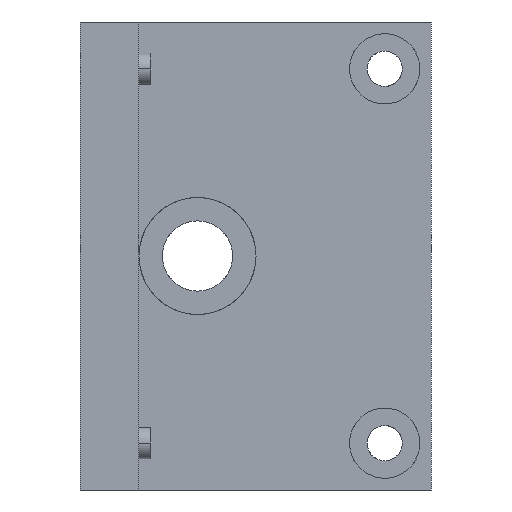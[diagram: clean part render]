
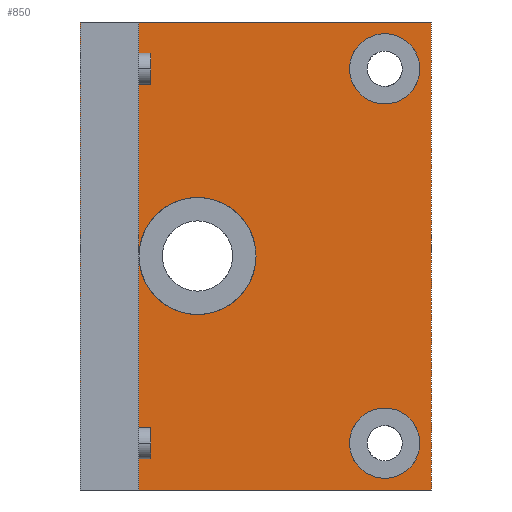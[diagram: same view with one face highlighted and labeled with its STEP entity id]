
A CAD part, front view. The second image highlights one B-rep face of the part: STEP entity #850.
In plain terms, the highlighted free-form (B-spline) face has degree [1, 1] with [2, 2] control points.
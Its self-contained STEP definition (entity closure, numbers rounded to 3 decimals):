
#713=(
BOUNDED_SURFACE()
B_SPLINE_SURFACE(1,1,((#714,#715),(#716,#717)),.UNSPECIFIED.,.F.,.F.,.F.)
B_SPLINE_SURFACE_WITH_KNOTS((2,2),(2,2),(0.000,1.000),(0.000,1.000),.UNSPECIFIED.)
GEOMETRIC_REPRESENTATION_ITEM()
RATIONAL_B_SPLINE_SURFACE(((1.,1.),(1.,1.)))
REPRESENTATION_ITEM('')
SURFACE()
);
#714=CARTESIAN_POINT('',(22.107,23.102,-20.));
#715=CARTESIAN_POINT('',(22.107,23.102,20.));
#716=CARTESIAN_POINT('',(-7.893,23.102,-20.));
#717=CARTESIAN_POINT('',(-7.893,23.102,20.));
#718=CARTESIAN_POINT('',(22.107,23.102,-20.));
#719=VERTEX_POINT('',#718);
#720=(
BOUNDED_CURVE()
B_SPLINE_CURVE(1,(#721,#722),.UNSPECIFIED.,.F.,.F.)
B_SPLINE_CURVE_WITH_KNOTS((2,2),(0.000,1.000),.UNSPECIFIED.)
CURVE()
GEOMETRIC_REPRESENTATION_ITEM()
RATIONAL_B_SPLINE_CURVE((1.,1.))
REPRESENTATION_ITEM('')
);
#721=CARTESIAN_POINT('',(22.107,23.102,-20.));
#722=CARTESIAN_POINT('',(22.107,23.102,20.));
#723=CARTESIAN_POINT('',(22.107,23.102,20.));
#724=VERTEX_POINT('',#723);
#725=EDGE_CURVE('',#719,#724,#720,.T.);
#726=ORIENTED_EDGE('',*,*,#725,.T.);
#727=(
BOUNDED_CURVE()
B_SPLINE_CURVE(1,(#728,#729),.UNSPECIFIED.,.F.,.F.)
B_SPLINE_CURVE_WITH_KNOTS((2,2),(0.000,1.000),.UNSPECIFIED.)
CURVE()
GEOMETRIC_REPRESENTATION_ITEM()
RATIONAL_B_SPLINE_CURVE((1.,1.))
REPRESENTATION_ITEM('')
);
#728=CARTESIAN_POINT('',(22.107,23.102,20.));
#729=CARTESIAN_POINT('',(-7.893,23.102,20.));
#730=CARTESIAN_POINT('',(-7.893,23.102,20.));
#731=VERTEX_POINT('',#730);
#732=EDGE_CURVE('',#724,#731,#727,.T.);
#733=ORIENTED_EDGE('',*,*,#732,.T.);
#734=(
BOUNDED_CURVE()
B_SPLINE_CURVE(1,(#735,#736),.UNSPECIFIED.,.F.,.F.)
B_SPLINE_CURVE_WITH_KNOTS((2,2),(0.000,1.000),.UNSPECIFIED.)
CURVE()
GEOMETRIC_REPRESENTATION_ITEM()
RATIONAL_B_SPLINE_CURVE((1.,1.))
REPRESENTATION_ITEM('')
);
#735=CARTESIAN_POINT('',(-7.893,23.102,20.));
#736=CARTESIAN_POINT('',(-7.893,23.102,-20.));
#737=CARTESIAN_POINT('',(-7.893,23.102,-20.));
#738=VERTEX_POINT('',#737);
#739=EDGE_CURVE('',#731,#738,#734,.T.);
#740=ORIENTED_EDGE('',*,*,#739,.T.);
#741=(
BOUNDED_CURVE()
B_SPLINE_CURVE(1,(#742,#743),.UNSPECIFIED.,.F.,.F.)
B_SPLINE_CURVE_WITH_KNOTS((2,2),(0.000,1.000),.UNSPECIFIED.)
CURVE()
GEOMETRIC_REPRESENTATION_ITEM()
RATIONAL_B_SPLINE_CURVE((1.,1.))
REPRESENTATION_ITEM('')
);
#742=CARTESIAN_POINT('',(-7.893,23.102,-20.));
#743=CARTESIAN_POINT('',(22.107,23.102,-20.));
#744=EDGE_CURVE('',#738,#719,#741,.T.);
#745=ORIENTED_EDGE('',*,*,#744,.T.);
#746=EDGE_LOOP('',(#726,#733,#740,#745));
#747=FACE_OUTER_BOUND('',#746,.T.);
#748=CARTESIAN_POINT('',(18.107,23.102,14.5));
#749=VERTEX_POINT('',#748);
#750=(
BOUNDED_CURVE()
B_SPLINE_CURVE(2,(#751,#752,#753),.UNSPECIFIED.,.F.,.F.)
B_SPLINE_CURVE_WITH_KNOTS((3,3),(0.000,1.000),.UNSPECIFIED.)
CURVE()
GEOMETRIC_REPRESENTATION_ITEM()
RATIONAL_B_SPLINE_CURVE((1.,0.707,1.))
REPRESENTATION_ITEM('')
);
#751=CARTESIAN_POINT('',(18.107,23.102,14.5));
#752=CARTESIAN_POINT('',(16.607,23.102,14.5));
#753=CARTESIAN_POINT('',(16.607,23.102,16.));
#754=CARTESIAN_POINT('',(16.607,23.102,16.));
#755=VERTEX_POINT('',#754);
#756=EDGE_CURVE('',#749,#755,#750,.T.);
#757=ORIENTED_EDGE('',*,*,#756,.T.);
#758=(
BOUNDED_CURVE()
B_SPLINE_CURVE(2,(#759,#760,#761),.UNSPECIFIED.,.F.,.F.)
B_SPLINE_CURVE_WITH_KNOTS((3,3),(0.000,1.000),.UNSPECIFIED.)
CURVE()
GEOMETRIC_REPRESENTATION_ITEM()
RATIONAL_B_SPLINE_CURVE((1.,0.707,1.))
REPRESENTATION_ITEM('')
);
#759=CARTESIAN_POINT('',(16.607,23.102,16.));
#760=CARTESIAN_POINT('',(16.607,23.102,17.5));
#761=CARTESIAN_POINT('',(18.107,23.102,17.5));
#762=CARTESIAN_POINT('',(18.107,23.102,17.5));
#763=VERTEX_POINT('',#762);
#764=EDGE_CURVE('',#755,#763,#758,.T.);
#765=ORIENTED_EDGE('',*,*,#764,.T.);
#766=(
BOUNDED_CURVE()
B_SPLINE_CURVE(2,(#767,#768,#769),.UNSPECIFIED.,.F.,.F.)
B_SPLINE_CURVE_WITH_KNOTS((3,3),(0.000,1.000),.UNSPECIFIED.)
CURVE()
GEOMETRIC_REPRESENTATION_ITEM()
RATIONAL_B_SPLINE_CURVE((1.,0.707,1.))
REPRESENTATION_ITEM('')
);
#767=CARTESIAN_POINT('',(18.107,23.102,17.5));
#768=CARTESIAN_POINT('',(19.607,23.102,17.5));
#769=CARTESIAN_POINT('',(19.607,23.102,16.));
#770=CARTESIAN_POINT('',(19.607,23.102,16.));
#771=VERTEX_POINT('',#770);
#772=EDGE_CURVE('',#763,#771,#766,.T.);
#773=ORIENTED_EDGE('',*,*,#772,.T.);
#774=(
BOUNDED_CURVE()
B_SPLINE_CURVE(2,(#775,#776,#777),.UNSPECIFIED.,.F.,.F.)
B_SPLINE_CURVE_WITH_KNOTS((3,3),(0.000,1.000),.UNSPECIFIED.)
CURVE()
GEOMETRIC_REPRESENTATION_ITEM()
RATIONAL_B_SPLINE_CURVE((1.,0.707,1.))
REPRESENTATION_ITEM('')
);
#775=CARTESIAN_POINT('',(19.607,23.102,16.));
#776=CARTESIAN_POINT('',(19.607,23.102,14.5));
#777=CARTESIAN_POINT('',(18.107,23.102,14.5));
#778=EDGE_CURVE('',#771,#749,#774,.T.);
#779=ORIENTED_EDGE('',*,*,#778,.T.);
#780=EDGE_LOOP('',(#757,#765,#773,#779));
#781=FACE_BOUND('',#780,.T.);
#782=CARTESIAN_POINT('',(18.107,23.102,-17.5));
#783=VERTEX_POINT('',#782);
#784=(
BOUNDED_CURVE()
B_SPLINE_CURVE(2,(#785,#786,#787),.UNSPECIFIED.,.F.,.F.)
B_SPLINE_CURVE_WITH_KNOTS((3,3),(0.000,1.000),.UNSPECIFIED.)
CURVE()
GEOMETRIC_REPRESENTATION_ITEM()
RATIONAL_B_SPLINE_CURVE((1.,0.707,1.))
REPRESENTATION_ITEM('')
);
#785=CARTESIAN_POINT('',(18.107,23.102,-17.5));
#786=CARTESIAN_POINT('',(16.607,23.102,-17.5));
#787=CARTESIAN_POINT('',(16.607,23.102,-16.));
#788=CARTESIAN_POINT('',(16.607,23.102,-16.));
#789=VERTEX_POINT('',#788);
#790=EDGE_CURVE('',#783,#789,#784,.T.);
#791=ORIENTED_EDGE('',*,*,#790,.T.);
#792=(
BOUNDED_CURVE()
B_SPLINE_CURVE(2,(#793,#794,#795),.UNSPECIFIED.,.F.,.F.)
B_SPLINE_CURVE_WITH_KNOTS((3,3),(0.000,1.000),.UNSPECIFIED.)
CURVE()
GEOMETRIC_REPRESENTATION_ITEM()
RATIONAL_B_SPLINE_CURVE((1.,0.707,1.))
REPRESENTATION_ITEM('')
);
#793=CARTESIAN_POINT('',(16.607,23.102,-16.));
#794=CARTESIAN_POINT('',(16.607,23.102,-14.5));
#795=CARTESIAN_POINT('',(18.107,23.102,-14.5));
#796=CARTESIAN_POINT('',(18.107,23.102,-14.5));
#797=VERTEX_POINT('',#796);
#798=EDGE_CURVE('',#789,#797,#792,.T.);
#799=ORIENTED_EDGE('',*,*,#798,.T.);
#800=(
BOUNDED_CURVE()
B_SPLINE_CURVE(2,(#801,#802,#803),.UNSPECIFIED.,.F.,.F.)
B_SPLINE_CURVE_WITH_KNOTS((3,3),(0.000,1.000),.UNSPECIFIED.)
CURVE()
GEOMETRIC_REPRESENTATION_ITEM()
RATIONAL_B_SPLINE_CURVE((1.,0.707,1.))
REPRESENTATION_ITEM('')
);
#801=CARTESIAN_POINT('',(18.107,23.102,-14.5));
#802=CARTESIAN_POINT('',(19.607,23.102,-14.5));
#803=CARTESIAN_POINT('',(19.607,23.102,-16.));
#804=CARTESIAN_POINT('',(19.607,23.102,-16.));
#805=VERTEX_POINT('',#804);
#806=EDGE_CURVE('',#797,#805,#800,.T.);
#807=ORIENTED_EDGE('',*,*,#806,.T.);
#808=(
BOUNDED_CURVE()
B_SPLINE_CURVE(2,(#809,#810,#811),.UNSPECIFIED.,.F.,.F.)
B_SPLINE_CURVE_WITH_KNOTS((3,3),(0.000,1.000),.UNSPECIFIED.)
CURVE()
GEOMETRIC_REPRESENTATION_ITEM()
RATIONAL_B_SPLINE_CURVE((1.,0.707,1.))
REPRESENTATION_ITEM('')
);
#809=CARTESIAN_POINT('',(19.607,23.102,-16.));
#810=CARTESIAN_POINT('',(19.607,23.102,-17.5));
#811=CARTESIAN_POINT('',(18.107,23.102,-17.5));
#812=EDGE_CURVE('',#805,#783,#808,.T.);
#813=ORIENTED_EDGE('',*,*,#812,.T.);
#814=EDGE_LOOP('',(#791,#799,#807,#813));
#815=FACE_BOUND('',#814,.T.);
#816=CARTESIAN_POINT('',(2.107,23.102,-3.));
#817=VERTEX_POINT('',#816);
#818=(
BOUNDED_CURVE()
B_SPLINE_CURVE(2,(#819,#820,#821),.UNSPECIFIED.,.F.,.F.)
B_SPLINE_CURVE_WITH_KNOTS((3,3),(0.000,1.000),.UNSPECIFIED.)
CURVE()
GEOMETRIC_REPRESENTATION_ITEM()
RATIONAL_B_SPLINE_CURVE((1.,0.707,1.))
REPRESENTATION_ITEM('')
);
#819=CARTESIAN_POINT('',(2.107,23.102,-3.));
#820=CARTESIAN_POINT('',(-0.893,23.102,-3.));
#821=CARTESIAN_POINT('',(-0.893,23.102,0.));
#822=CARTESIAN_POINT('',(-0.893,23.102,0.));
#823=VERTEX_POINT('',#822);
#824=EDGE_CURVE('',#817,#823,#818,.T.);
#825=ORIENTED_EDGE('',*,*,#824,.T.);
#826=(
BOUNDED_CURVE()
B_SPLINE_CURVE(2,(#827,#828,#829),.UNSPECIFIED.,.F.,.F.)
B_SPLINE_CURVE_WITH_KNOTS((3,3),(0.000,1.000),.UNSPECIFIED.)
CURVE()
GEOMETRIC_REPRESENTATION_ITEM()
RATIONAL_B_SPLINE_CURVE((1.,0.707,1.))
REPRESENTATION_ITEM('')
);
#827=CARTESIAN_POINT('',(-0.893,23.102,0.));
#828=CARTESIAN_POINT('',(-0.893,23.102,3.));
#829=CARTESIAN_POINT('',(2.107,23.102,3.));
#830=CARTESIAN_POINT('',(2.107,23.102,3.));
#831=VERTEX_POINT('',#830);
#832=EDGE_CURVE('',#823,#831,#826,.T.);
#833=ORIENTED_EDGE('',*,*,#832,.T.);
#834=(
BOUNDED_CURVE()
B_SPLINE_CURVE(2,(#835,#836,#837),.UNSPECIFIED.,.F.,.F.)
B_SPLINE_CURVE_WITH_KNOTS((3,3),(0.000,1.000),.UNSPECIFIED.)
CURVE()
GEOMETRIC_REPRESENTATION_ITEM()
RATIONAL_B_SPLINE_CURVE((1.,0.707,1.))
REPRESENTATION_ITEM('')
);
#835=CARTESIAN_POINT('',(2.107,23.102,3.));
#836=CARTESIAN_POINT('',(5.107,23.102,3.));
#837=CARTESIAN_POINT('',(5.107,23.102,0.));
#838=CARTESIAN_POINT('',(5.107,23.102,0.));
#839=VERTEX_POINT('',#838);
#840=EDGE_CURVE('',#831,#839,#834,.T.);
#841=ORIENTED_EDGE('',*,*,#840,.T.);
#842=(
BOUNDED_CURVE()
B_SPLINE_CURVE(2,(#843,#844,#845),.UNSPECIFIED.,.F.,.F.)
B_SPLINE_CURVE_WITH_KNOTS((3,3),(0.000,1.000),.UNSPECIFIED.)
CURVE()
GEOMETRIC_REPRESENTATION_ITEM()
RATIONAL_B_SPLINE_CURVE((1.,0.707,1.))
REPRESENTATION_ITEM('')
);
#843=CARTESIAN_POINT('',(5.107,23.102,0.));
#844=CARTESIAN_POINT('',(5.107,23.102,-3.));
#845=CARTESIAN_POINT('',(2.107,23.102,-3.));
#846=EDGE_CURVE('',#839,#817,#842,.T.);
#847=ORIENTED_EDGE('',*,*,#846,.T.);
#848=EDGE_LOOP('',(#825,#833,#841,#847));
#849=FACE_BOUND('',#848,.T.);
#850=ADVANCED_FACE('',(#747,#781,#815,#849),#713,.T.);
